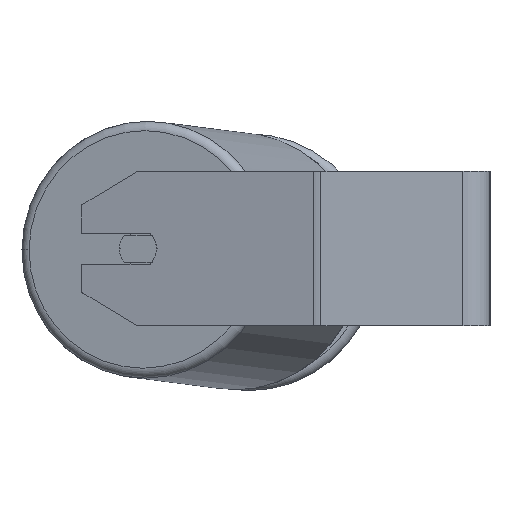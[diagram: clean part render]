
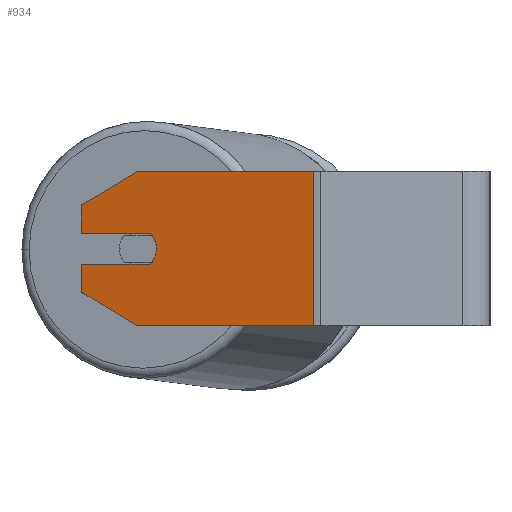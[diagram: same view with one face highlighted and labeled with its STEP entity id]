
A CAD part, left-side view. The second image highlights one B-rep face of the part: STEP entity #934.
In plain terms, the highlighted planar face has unit normal (-0.966, 0.259, 0).
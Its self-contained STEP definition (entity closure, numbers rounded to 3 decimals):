
#80 = CARTESIAN_POINT ( 'NONE',  ( -327.691, 172.586, 0. ) ) ;
#211 = EDGE_CURVE ( 'NONE', #2309, #464, #7489, .T. ) ;
#237 = ORIENTED_EDGE ( 'NONE', *, *, #351, .T. ) ;
#351 = EDGE_CURVE ( 'NONE', #5936, #491, #2547, .T. ) ;
#464 = VERTEX_POINT ( 'NONE', #1950 ) ;
#491 = VERTEX_POINT ( 'NONE', #6592 ) ;
#548 = VERTEX_POINT ( 'NONE', #7828 ) ;
#629 = LINE ( 'NONE', #7143, #5196 ) ;
#695 = DIRECTION ( 'NONE',  ( 0., 0., -1. ) ) ;
#873 = CARTESIAN_POINT ( 'NONE',  ( -317.338, 211.223, 40. ) ) ;
#934 = ADVANCED_FACE ( 'NONE', ( #7819 ), #4627, .F. ) ;
#998 = DIRECTION ( 'NONE',  ( -0.259, -0.966, 0. ) ) ;
#1053 = DIRECTION ( 'NONE',  ( -0.259, -0.966, 0. ) ) ;
#1068 = EDGE_CURVE ( 'NONE', #1997, #5936, #3506, .T. ) ;
#1087 = AXIS2_PLACEMENT_3D ( 'NONE', #1636, #6830, #998 ) ;
#1144 = LINE ( 'NONE', #3864, #5141 ) ;
#1290 = ORIENTED_EDGE ( 'NONE', *, *, #2764, .T. ) ;
#1300 = CARTESIAN_POINT ( 'NONE',  ( -317.338, 211.223, 22.679 ) ) ;
#1627 = CIRCLE ( 'NONE', #6393, 10. ) ;
#1632 = CARTESIAN_POINT ( 'NONE',  ( -317.338, 211.223, 40. ) ) ;
#1636 = CARTESIAN_POINT ( 'NONE',  ( -325.103, 182.245, 0. ) ) ;
#1709 = EDGE_CURVE ( 'NONE', #1997, #1731, #8284, .T. ) ;
#1731 = VERTEX_POINT ( 'NONE', #5420 ) ;
#1778 = DIRECTION ( 'NONE',  ( -0.259, -0.966, 0. ) ) ;
#1884 = LINE ( 'NONE', #7036, #7300 ) ;
#1950 = CARTESIAN_POINT ( 'NONE',  ( -349.523, 91.108, 40. ) ) ;
#1981 = CARTESIAN_POINT ( 'NONE',  ( -317.338, 211.223, 40. ) ) ;
#1997 = VERTEX_POINT ( 'NONE', #4527 ) ;
#2072 = EDGE_CURVE ( 'NONE', #464, #5640, #1884, .T. ) ;
#2082 = LINE ( 'NONE', #6757, #5838 ) ;
#2259 = ORIENTED_EDGE ( 'NONE', *, *, #211, .F. ) ;
#2298 = CARTESIAN_POINT ( 'NONE',  ( -325.103, 182.245, 40. ) ) ;
#2309 = VERTEX_POINT ( 'NONE', #2298 ) ;
#2361 = CARTESIAN_POINT ( 'NONE',  ( -317.338, 211.223, -22.679 ) ) ;
#2547 = LINE ( 'NONE', #3701, #6041 ) ;
#2633 = DIRECTION ( 'NONE',  ( 0.224, 0.837, -0.5 ) ) ;
#2764 = EDGE_CURVE ( 'NONE', #491, #5640, #1144, .T. ) ;
#2908 = VERTEX_POINT ( 'NONE', #80 ) ;
#2938 = VERTEX_POINT ( 'NONE', #4710 ) ;
#3007 = CARTESIAN_POINT ( 'NONE',  ( -349.523, 91.108, -40. ) ) ;
#3367 = VERTEX_POINT ( 'NONE', #1300 ) ;
#3506 = LINE ( 'NONE', #873, #3585 ) ;
#3528 = VECTOR ( 'NONE', #4240, 1000. ) ;
#3585 = VECTOR ( 'NONE', #7425, 1000. ) ;
#3701 = CARTESIAN_POINT ( 'NONE',  ( -325.103, 182.245, -40. ) ) ;
#3711 = ORIENTED_EDGE ( 'NONE', *, *, #1709, .F. ) ;
#3864 = CARTESIAN_POINT ( 'NONE',  ( -317.338, 211.223, -40. ) ) ;
#3999 = VECTOR ( 'NONE', #1053, 1000. ) ;
#4061 = DIRECTION ( 'NONE',  ( 0.259, 0.966, 0. ) ) ;
#4240 = DIRECTION ( 'NONE',  ( -0.259, -0.966, 0. ) ) ;
#4407 = ORIENTED_EDGE ( 'NONE', *, *, #2072, .F. ) ;
#4527 = CARTESIAN_POINT ( 'NONE',  ( -317.338, 211.223, -8. ) ) ;
#4596 = ORIENTED_EDGE ( 'NONE', *, *, #4797, .F. ) ;
#4627 = PLANE ( 'NONE',  #7252 ) ;
#4710 = CARTESIAN_POINT ( 'NONE',  ( -317.338, 211.223, 8. ) ) ;
#4797 = EDGE_CURVE ( 'NONE', #1731, #2908, #4901, .T. ) ;
#4901 = CIRCLE ( 'NONE', #1087, 10. ) ;
#5141 = VECTOR ( 'NONE', #5146, 1000. ) ;
#5146 = DIRECTION ( 'NONE',  ( -0.259, -0.966, 0. ) ) ;
#5188 = VECTOR ( 'NONE', #6187, 1000. ) ;
#5196 = VECTOR ( 'NONE', #2633, 1000. ) ;
#5420 = CARTESIAN_POINT ( 'NONE',  ( -326.656, 176.45, -8. ) ) ;
#5426 = EDGE_CURVE ( 'NONE', #548, #2938, #2082, .T. ) ;
#5547 = EDGE_CURVE ( 'NONE', #2908, #548, #1627, .T. ) ;
#5640 = VERTEX_POINT ( 'NONE', #3007 ) ;
#5644 = ORIENTED_EDGE ( 'NONE', *, *, #8024, .T. ) ;
#5838 = VECTOR ( 'NONE', #6074, 1000. ) ;
#5936 = VERTEX_POINT ( 'NONE', #2361 ) ;
#6041 = VECTOR ( 'NONE', #8425, 1000. ) ;
#6074 = DIRECTION ( 'NONE',  ( 0.259, 0.966, 0. ) ) ;
#6187 = DIRECTION ( 'NONE',  ( 0., 0., -1. ) ) ;
#6393 = AXIS2_PLACEMENT_3D ( 'NONE', #8295, #7484, #1778 ) ;
#6592 = CARTESIAN_POINT ( 'NONE',  ( -325.103, 182.245, -40. ) ) ;
#6757 = CARTESIAN_POINT ( 'NONE',  ( -326.656, 176.45, 8. ) ) ;
#6830 = DIRECTION ( 'NONE',  ( -0.966, 0.259, 0. ) ) ;
#6863 = ORIENTED_EDGE ( 'NONE', *, *, #7543, .T. ) ;
#6885 = CARTESIAN_POINT ( 'NONE',  ( -317.338, 211.223, 40. ) ) ;
#7036 = CARTESIAN_POINT ( 'NONE',  ( -349.523, 91.108, 40. ) ) ;
#7143 = CARTESIAN_POINT ( 'NONE',  ( -317.338, 211.223, 22.679 ) ) ;
#7173 = DIRECTION ( 'NONE',  ( 0.966, -0.259, 0. ) ) ;
#7252 = AXIS2_PLACEMENT_3D ( 'NONE', #1981, #7173, #4061 ) ;
#7300 = VECTOR ( 'NONE', #695, 1000. ) ;
#7366 = ORIENTED_EDGE ( 'NONE', *, *, #5426, .F. ) ;
#7390 = EDGE_LOOP ( 'NONE', ( #4596, #3711, #7499, #237, #1290, #4407, #2259, #5644, #6863, #7366, #8323 ) ) ;
#7425 = DIRECTION ( 'NONE',  ( 0., 0., -1. ) ) ;
#7484 = DIRECTION ( 'NONE',  ( -0.966, 0.259, 0. ) ) ;
#7489 = LINE ( 'NONE', #6885, #3999 ) ;
#7499 = ORIENTED_EDGE ( 'NONE', *, *, #1068, .T. ) ;
#7517 = CARTESIAN_POINT ( 'NONE',  ( -326.656, 176.45, -8. ) ) ;
#7543 = EDGE_CURVE ( 'NONE', #3367, #2938, #7549, .T. ) ;
#7549 = LINE ( 'NONE', #1632, #5188 ) ;
#7819 = FACE_OUTER_BOUND ( 'NONE', #7390, .T. ) ;
#7828 = CARTESIAN_POINT ( 'NONE',  ( -326.656, 176.45, 8. ) ) ;
#8024 = EDGE_CURVE ( 'NONE', #2309, #3367, #629, .T. ) ;
#8284 = LINE ( 'NONE', #7517, #3528 ) ;
#8295 = CARTESIAN_POINT ( 'NONE',  ( -325.103, 182.245, 0. ) ) ;
#8323 = ORIENTED_EDGE ( 'NONE', *, *, #5547, .F. ) ;
#8425 = DIRECTION ( 'NONE',  ( -0.224, -0.837, -0.5 ) ) ;
